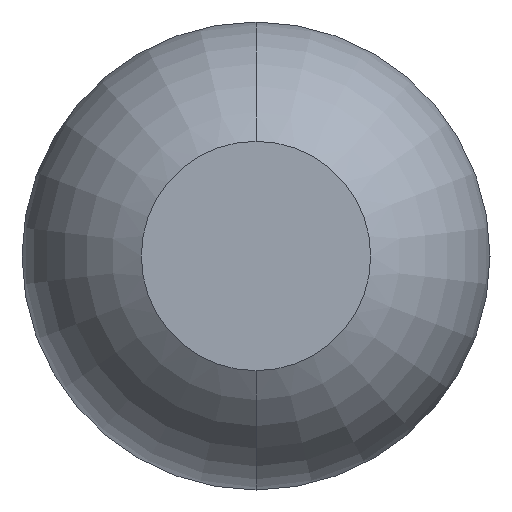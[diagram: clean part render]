
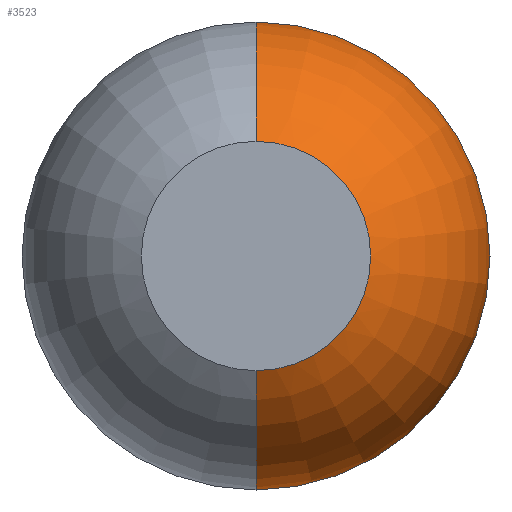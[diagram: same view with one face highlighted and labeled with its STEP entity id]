
A CAD part, front view. The second image highlights one B-rep face of the part: STEP entity #3523.
In plain terms, the highlighted toroidal (fillet/blend) face has major radius 0.01 mm and minor radius 0.5 mm.
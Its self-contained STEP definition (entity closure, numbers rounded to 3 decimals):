
#163 = AXIS2_PLACEMENT_3D ( 'NONE', #3411, #3377, #3650 ) ;
#278 = ORIENTED_EDGE ( 'NONE', *, *, #3590, .T. ) ;
#403 = DIRECTION ( 'NONE',  ( 0., -1., 0. ) ) ;
#625 = ORIENTED_EDGE ( 'NONE', *, *, #1329, .T. ) ;
#679 = DIRECTION ( 'NONE',  ( -1., 0., 0. ) ) ;
#754 = CARTESIAN_POINT ( 'NONE',  ( 0., -25.4, 0.25 ) ) ;
#1017 = CARTESIAN_POINT ( 'NONE',  ( 0., -24.961, -0.01 ) ) ;
#1031 = VERTEX_POINT ( 'NONE', #2088 ) ;
#1102 = AXIS2_PLACEMENT_3D ( 'NONE', #1017, #679, #2460 ) ;
#1105 = DIRECTION ( 'NONE',  ( 0., 1., 0. ) ) ;
#1208 = DIRECTION ( 'NONE',  ( 0., 0., -1. ) ) ;
#1235 = TOROIDAL_SURFACE ( 'NONE', #3368, 0.01, 0.5 ) ;
#1267 = CARTESIAN_POINT ( 'NONE',  ( 0., -24.961, 0. ) ) ;
#1323 = CIRCLE ( 'NONE', #1102, 0.5 ) ;
#1329 = EDGE_CURVE ( 'Defeature ausgef�hrt1_0+Defeature ausgef�hrt1_18+Defeature ausgef�hrt1_18+Defeature ausgef�hrt1_18', #2020, #2351, #3063, .T. ) ;
#1406 = EDGE_CURVE ( 'Defeature ausgef�hrt1_0+Defeature ausgef�hrt1_6+Defeature ausgef�hrt1_6+Defeature ausgef�hrt1_6', #2682, #1031, #3428, .T. ) ;
#1711 = ORIENTED_EDGE ( 'NONE', *, *, #1406, .T. ) ;
#2020 = VERTEX_POINT ( 'NONE', #754 ) ;
#2037 = DIRECTION ( 'NONE',  ( 0., -1., 0. ) ) ;
#2039 = AXIS2_PLACEMENT_3D ( 'NONE', #3801, #2037, #1208 ) ;
#2088 = CARTESIAN_POINT ( 'NONE',  ( 0., -24.961, 0.51 ) ) ;
#2157 = CARTESIAN_POINT ( 'NONE',  ( 0., -24.961, -0.51 ) ) ;
#2351 = VERTEX_POINT ( 'NONE', #3064 ) ;
#2460 = DIRECTION ( 'NONE',  ( 0., 0., 1. ) ) ;
#2464 = DIRECTION ( 'NONE',  ( 0., 0., -1. ) ) ;
#2622 = CARTESIAN_POINT ( 'NONE',  ( 0., -25.4, 0. ) ) ;
#2682 = VERTEX_POINT ( 'NONE', #2157 ) ;
#2713 = AXIS2_PLACEMENT_3D ( 'NONE', #2622, #1105, #2890 ) ;
#2727 = ORIENTED_EDGE ( 'NONE', *, *, #3186, .F. ) ;
#2890 = DIRECTION ( 'NONE',  ( 0., 0., 1. ) ) ;
#2924 = CIRCLE ( 'NONE', #163, 0.5 ) ;
#2936 = EDGE_LOOP ( 'NONE', ( #1711, #278, #625, #2727 ) ) ;
#3012 = FACE_OUTER_BOUND ( 'NONE', #2936, .T. ) ;
#3063 = CIRCLE ( 'NONE', #2713, 0.25 ) ;
#3064 = CARTESIAN_POINT ( 'NONE',  ( 0., -25.4, -0.25 ) ) ;
#3186 = EDGE_CURVE ( 'NONE', #2682, #2351, #1323, .T. ) ;
#3368 = AXIS2_PLACEMENT_3D ( 'NONE', #1267, #403, #2464 ) ;
#3377 = DIRECTION ( 'NONE',  ( 1., 0., 0. ) ) ;
#3411 = CARTESIAN_POINT ( 'NONE',  ( 0., -24.961, 0.01 ) ) ;
#3428 = CIRCLE ( 'NONE', #2039, 0.51 ) ;
#3523 = ADVANCED_FACE ( 'Defeature ausgef�hrt1_0', ( #3012 ), #1235, .T. ) ;
#3590 = EDGE_CURVE ( 'NONE', #1031, #2020, #2924, .T. ) ;
#3650 = DIRECTION ( 'NONE',  ( 0., 0., -1. ) ) ;
#3801 = CARTESIAN_POINT ( 'NONE',  ( 0., -24.961, 0. ) ) ;
